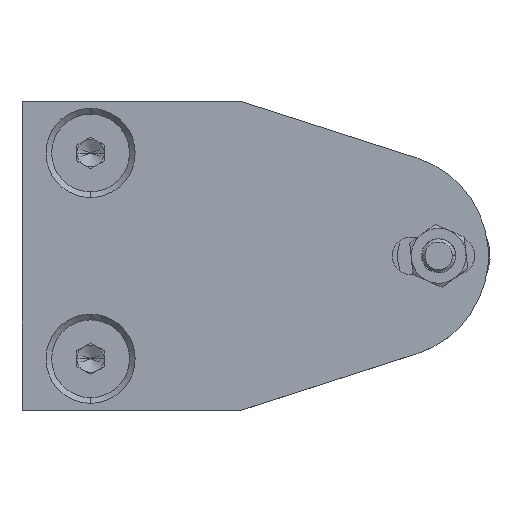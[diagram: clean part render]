
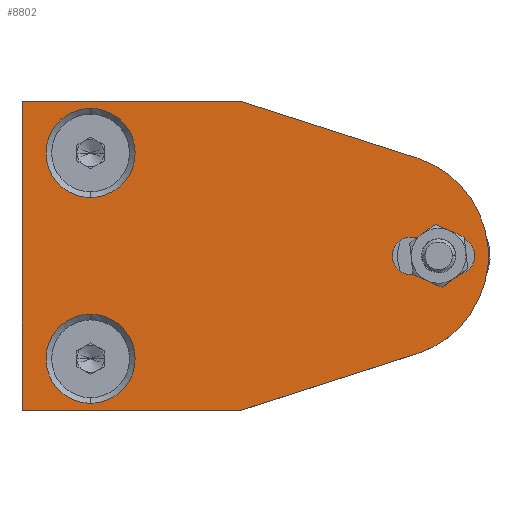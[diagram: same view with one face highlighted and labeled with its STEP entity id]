
A CAD part, top view. The second image highlights one B-rep face of the part: STEP entity #8802.
In plain terms, the highlighted planar face has unit normal (0, 0, 1).
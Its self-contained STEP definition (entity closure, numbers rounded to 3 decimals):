
#59 = FACE_BOUND ( 'NONE', #3861, .T. ) ;
#168 = DIRECTION ( 'NONE',  ( 1., 0., 0. ) ) ;
#245 = LINE ( 'NONE', #932, #3856 ) ;
#650 = ORIENTED_EDGE ( 'NONE', *, *, #3022, .T. ) ;
#899 = CARTESIAN_POINT ( 'NONE',  ( -2.75, 63.25, 5. ) ) ;
#932 = CARTESIAN_POINT ( 'NONE',  ( 2.75, 63.25, 5. ) ) ;
#977 = AXIS2_PLACEMENT_3D ( 'NONE', #8408, #4051, #9155 ) ;
#1195 = CIRCLE ( 'NONE', #4394, 6.5 ) ;
#1209 = CARTESIAN_POINT ( 'NONE',  ( 22.5, 0., 5. ) ) ;
#1288 = DIRECTION ( 'NONE',  ( 0., 0., 1. ) ) ;
#1297 = VERTEX_POINT ( 'NONE', #4626 ) ;
#1354 = CARTESIAN_POINT ( 'NONE',  ( 2.75, 56.75, 5. ) ) ;
#1362 = ORIENTED_EDGE ( 'NONE', *, *, #3986, .F. ) ;
#1394 = ORIENTED_EDGE ( 'NONE', *, *, #3476, .T. ) ;
#1478 = VERTEX_POINT ( 'NONE', #7011 ) ;
#1578 = AXIS2_PLACEMENT_3D ( 'NONE', #3919, #9013, #4661 ) ;
#1591 = LINE ( 'NONE', #6746, #3503 ) ;
#1595 = VERTEX_POINT ( 'NONE', #2804 ) ;
#1662 = DIRECTION ( 'NONE',  ( 0., 1., 0. ) ) ;
#1804 = DIRECTION ( 'NONE',  ( 0., 0., 1. ) ) ;
#1821 = EDGE_CURVE ( 'NONE', #2629, #4101, #7095, .T. ) ;
#1914 = DIRECTION ( 'NONE',  ( 0., 0., 1. ) ) ;
#1931 = AXIS2_PLACEMENT_3D ( 'NONE', #8850, #4507, #168 ) ;
#1972 = EDGE_LOOP ( 'NONE', ( #3874, #1362 ) ) ;
#2124 = ORIENTED_EDGE ( 'NONE', *, *, #8797, .T. ) ;
#2139 = CARTESIAN_POINT ( 'NONE',  ( 22.5, 32., 5. ) ) ;
#2144 = EDGE_CURVE ( 'NONE', #7330, #1297, #2173, .T. ) ;
#2173 = CIRCLE ( 'NONE', #4330, 6.5 ) ;
#2213 = CIRCLE ( 'NONE', #977, 15. ) ;
#2370 = VERTEX_POINT ( 'NONE', #1354 ) ;
#2400 = CIRCLE ( 'NONE', #1931, 6.5 ) ;
#2455 = EDGE_LOOP ( 'NONE', ( #6544, #650, #3642, #7614, #2124, #1394 ) ) ;
#2629 = VERTEX_POINT ( 'NONE', #8930 ) ;
#2655 = CIRCLE ( 'NONE', #5980, 2.75 ) ;
#2751 = VERTEX_POINT ( 'NONE', #4705 ) ;
#2804 = CARTESIAN_POINT ( 'NONE',  ( -2.75, 56.75, 5. ) ) ;
#2907 = VERTEX_POINT ( 'NONE', #7502 ) ;
#3022 = EDGE_CURVE ( 'NONE', #4101, #7809, #9312, .T. ) ;
#3064 = ORIENTED_EDGE ( 'NONE', *, *, #4555, .F. ) ;
#3138 = CARTESIAN_POINT ( 'NONE',  ( -22.5, 0., 5. ) ) ;
#3216 = DIRECTION ( 'NONE',  ( 0., 0., 1. ) ) ;
#3271 = CARTESIAN_POINT ( 'NONE',  ( 15., 10., 5. ) ) ;
#3273 = CARTESIAN_POINT ( 'NONE',  ( -22.5, 0., 5. ) ) ;
#3476 = EDGE_CURVE ( 'NONE', #2751, #2629, #1591, .T. ) ;
#3503 = VECTOR ( 'NONE', #6001, 1000. ) ;
#3642 = ORIENTED_EDGE ( 'NONE', *, *, #5032, .T. ) ;
#3850 = AXIS2_PLACEMENT_3D ( 'NONE', #4807, #1914, #6989 ) ;
#3856 = VECTOR ( 'NONE', #1662, 1000. ) ;
#3861 = EDGE_LOOP ( 'NONE', ( #4757, #7082, #3064, #9065 ) ) ;
#3874 = ORIENTED_EDGE ( 'NONE', *, *, #9267, .F. ) ;
#3892 = FACE_BOUND ( 'NONE', #8737, .T. ) ;
#3919 = CARTESIAN_POINT ( 'NONE',  ( -15., 10., 5. ) ) ;
#3976 = ORIENTED_EDGE ( 'NONE', *, *, #2144, .F. ) ;
#3986 = EDGE_CURVE ( 'NONE', #5412, #2907, #1195, .T. ) ;
#3994 = DIRECTION ( 'NONE',  ( 1., 0., 0. ) ) ;
#4051 = DIRECTION ( 'NONE',  ( 0., 0., 1. ) ) ;
#4101 = VERTEX_POINT ( 'NONE', #7001 ) ;
#4127 = CARTESIAN_POINT ( 'NONE',  ( -2.75, 56.75, 5. ) ) ;
#4234 = ORIENTED_EDGE ( 'NONE', *, *, #6811, .F. ) ;
#4330 = AXIS2_PLACEMENT_3D ( 'NONE', #3271, #8355, #3994 ) ;
#4394 = AXIS2_PLACEMENT_3D ( 'NONE', #6135, #1804, #6877 ) ;
#4507 = DIRECTION ( 'NONE',  ( 0., 0., 1. ) ) ;
#4555 = EDGE_CURVE ( 'NONE', #9157, #8523, #2655, .T. ) ;
#4626 = CARTESIAN_POINT ( 'NONE',  ( 8.5, 10., 5. ) ) ;
#4661 = DIRECTION ( 'NONE',  ( 1., 0., 0. ) ) ;
#4705 = CARTESIAN_POINT ( 'NONE',  ( -14.281, 57.587, 5. ) ) ;
#4757 = ORIENTED_EDGE ( 'NONE', *, *, #7236, .F. ) ;
#4807 = CARTESIAN_POINT ( 'NONE',  ( 0., 53., 5. ) ) ;
#4834 = VERTEX_POINT ( 'NONE', #2139 ) ;
#5032 = EDGE_CURVE ( 'NONE', #7809, #4834, #8433, .T. ) ;
#5246 = LINE ( 'NONE', #4127, #7169 ) ;
#5399 = VECTOR ( 'NONE', #7484, 1000. ) ;
#5412 = VERTEX_POINT ( 'NONE', #5480 ) ;
#5480 = CARTESIAN_POINT ( 'NONE',  ( -21.5, 10., 5. ) ) ;
#5548 = CARTESIAN_POINT ( 'NONE',  ( 22.5, 0., 5. ) ) ;
#5616 = FACE_BOUND ( 'NONE', #1972, .T. ) ;
#5632 = CARTESIAN_POINT ( 'NONE',  ( 0., 56.75, 5. ) ) ;
#5728 = CARTESIAN_POINT ( 'NONE',  ( 21.5, 10., 5. ) ) ;
#5893 = EDGE_CURVE ( 'NONE', #8523, #1595, #5246, .T. ) ;
#5980 = AXIS2_PLACEMENT_3D ( 'NONE', #7573, #3216, #8285 ) ;
#6001 = DIRECTION ( 'NONE',  ( -0.306, -0.952, 0. ) ) ;
#6135 = CARTESIAN_POINT ( 'NONE',  ( -15., 10., 5. ) ) ;
#6155 = EDGE_CURVE ( 'NONE', #4834, #1478, #9203, .T. ) ;
#6255 = VECTOR ( 'NONE', #8775, 1000. ) ;
#6358 = DIRECTION ( 'NONE',  ( -1., 0., 0. ) ) ;
#6514 = VECTOR ( 'NONE', #8458, 1000. ) ;
#6544 = ORIENTED_EDGE ( 'NONE', *, *, #1821, .T. ) ;
#6583 = CARTESIAN_POINT ( 'NONE',  ( 22.5, 32., 5. ) ) ;
#6746 = CARTESIAN_POINT ( 'NONE',  ( -22.5, 32., 5. ) ) ;
#6811 = EDGE_CURVE ( 'NONE', #1297, #7330, #2400, .T. ) ;
#6847 = EDGE_CURVE ( 'NONE', #2370, #9157, #245, .T. ) ;
#6877 = DIRECTION ( 'NONE',  ( 1., 0., 0. ) ) ;
#6989 = DIRECTION ( 'NONE',  ( 1., 0., 0. ) ) ;
#7001 = CARTESIAN_POINT ( 'NONE',  ( -22.5, 0., 5. ) ) ;
#7011 = CARTESIAN_POINT ( 'NONE',  ( 14.281, 57.587, 5. ) ) ;
#7082 = ORIENTED_EDGE ( 'NONE', *, *, #5893, .F. ) ;
#7095 = LINE ( 'NONE', #3138, #5399 ) ;
#7169 = VECTOR ( 'NONE', #8481, 1000. ) ;
#7236 = EDGE_CURVE ( 'NONE', #1595, #2370, #8597, .T. ) ;
#7330 = VERTEX_POINT ( 'NONE', #5728 ) ;
#7484 = DIRECTION ( 'NONE',  ( 0., -1., 0. ) ) ;
#7502 = CARTESIAN_POINT ( 'NONE',  ( -8.5, 10., 5. ) ) ;
#7544 = FACE_OUTER_BOUND ( 'NONE', #2455, .T. ) ;
#7573 = CARTESIAN_POINT ( 'NONE',  ( 0., 63.25, 5. ) ) ;
#7614 = ORIENTED_EDGE ( 'NONE', *, *, #6155, .T. ) ;
#7685 = PLANE ( 'NONE',  #3850 ) ;
#7809 = VERTEX_POINT ( 'NONE', #5548 ) ;
#7987 = CIRCLE ( 'NONE', #1578, 6.5 ) ;
#8285 = DIRECTION ( 'NONE',  ( -1., 0., 0. ) ) ;
#8355 = DIRECTION ( 'NONE',  ( 0., 0., 1. ) ) ;
#8408 = CARTESIAN_POINT ( 'NONE',  ( 0., 53., 5. ) ) ;
#8433 = LINE ( 'NONE', #1209, #6514 ) ;
#8458 = DIRECTION ( 'NONE',  ( 0., 1., 0. ) ) ;
#8481 = DIRECTION ( 'NONE',  ( 0., -1., 0. ) ) ;
#8523 = VERTEX_POINT ( 'NONE', #899 ) ;
#8570 = AXIS2_PLACEMENT_3D ( 'NONE', #5632, #1288, #6358 ) ;
#8597 = CIRCLE ( 'NONE', #8570, 2.75 ) ;
#8737 = EDGE_LOOP ( 'NONE', ( #3976, #4234 ) ) ;
#8775 = DIRECTION ( 'NONE',  ( -0.306, 0.952, 0. ) ) ;
#8797 = EDGE_CURVE ( 'NONE', #1478, #2751, #2213, .T. ) ;
#8802 = ADVANCED_FACE ( 'NONE', ( #3892, #5616, #59, #7544 ), #7685, .T. ) ;
#8850 = CARTESIAN_POINT ( 'NONE',  ( 15., 10., 5. ) ) ;
#8891 = CARTESIAN_POINT ( 'NONE',  ( 2.75, 63.25, 5. ) ) ;
#8930 = CARTESIAN_POINT ( 'NONE',  ( -22.5, 32., 5. ) ) ;
#9013 = DIRECTION ( 'NONE',  ( 0., 0., 1. ) ) ;
#9065 = ORIENTED_EDGE ( 'NONE', *, *, #6847, .F. ) ;
#9080 = VECTOR ( 'NONE', #9086, 1000. ) ;
#9086 = DIRECTION ( 'NONE',  ( 1., 0., 0. ) ) ;
#9155 = DIRECTION ( 'NONE',  ( 1., 0., 0. ) ) ;
#9157 = VERTEX_POINT ( 'NONE', #8891 ) ;
#9203 = LINE ( 'NONE', #6583, #6255 ) ;
#9267 = EDGE_CURVE ( 'NONE', #2907, #5412, #7987, .T. ) ;
#9312 = LINE ( 'NONE', #3273, #9080 ) ;
